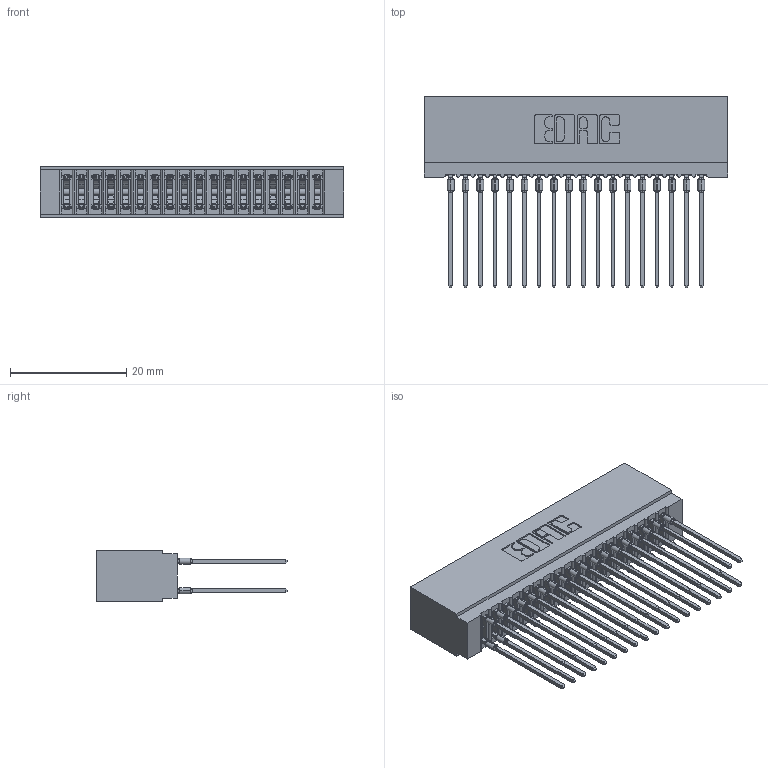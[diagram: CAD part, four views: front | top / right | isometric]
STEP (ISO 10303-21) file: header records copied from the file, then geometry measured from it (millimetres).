
FILE_DESCRIPTION (( 'STEP AP203' ), '1' );
FILE_NAME ('725-036-541-201.STEP', '2026-02-24T17:21:59', ( '' ), ( '' ), 'SwSTEP 2.0', 'SolidWorks 2023', '' );
FILE_SCHEMA (( 'CONFIG_CONTROL_DESIGN' ));
Length unit declared in the file: millimetre
Products named in the file (3): 725-036-541-201; 745-292-001_541; 725 Part_Insulator Option - 01
Assembly tree (37 placements, depth 2):
  725-036-541-201
    725 Part_Insulator Option - 01
    745-292-001_541  x36
Bounding box: 52.32 x 33.03 x 8.89 mm (x, y, z)
Volume: 4446.7 mm3; surface area: 9590.3 mm2
Topology: 37 solids, 37 shells, 3317 faces, 8912 edges, 5604 vertices
Faces by surface type: plane 1711, bspline 720, cylinder 670, torus 216
Entity records: 33544 total; most frequent: CARTESIAN_POINT 6327, ORIENTED_EDGE 5714, DIRECTION 5015, EDGE_CURVE 2857, VECTOR 2567, LINE 2567, VERTEX_POINT 1824, AXIS2_PLACEMENT_3D 1224
